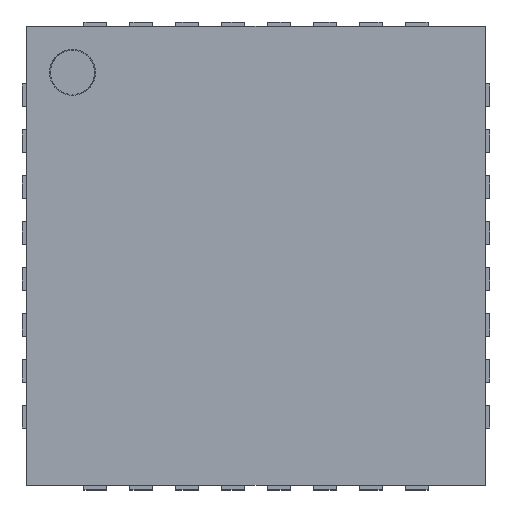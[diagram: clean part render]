
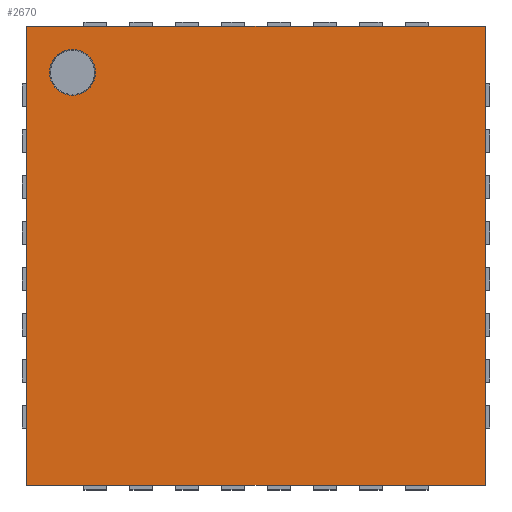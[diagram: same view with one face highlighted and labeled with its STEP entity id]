
A CAD part, top view. The second image highlights one B-rep face of the part: STEP entity #2670.
In plain terms, the highlighted planar face has unit normal (0, 0, 1).
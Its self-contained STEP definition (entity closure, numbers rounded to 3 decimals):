
#301 = AXIS2_PLACEMENT_3D ( 'NONE', #9815, #3626, #9686 ) ;
#476 = EDGE_CURVE ( 'NONE', #7935, #6870, #6138, .T. ) ;
#567 = EDGE_CURVE ( 'NONE', #3587, #9506, #4101, .T. ) ;
#691 = DIRECTION ( 'NONE',  ( -1., 0., 0. ) ) ;
#1139 = CARTESIAN_POINT ( 'NONE',  ( 2.5, 2.5, 0.85 ) ) ;
#1152 = CARTESIAN_POINT ( 'NONE',  ( -2.25, 2., 0.85 ) ) ;
#1458 = ORIENTED_EDGE ( 'NONE', *, *, #12396, .T. ) ;
#1635 = PLANE ( 'NONE',  #5849 ) ;
#1761 = CARTESIAN_POINT ( 'NONE',  ( 0., 0., 0.85 ) ) ;
#1994 = EDGE_CURVE ( 'NONE', #6870, #4666, #8770, .T. ) ;
#2669 = CARTESIAN_POINT ( 'NONE',  ( -2.5, -2.5, 0.85 ) ) ;
#2670 = ADVANCED_FACE ( 'NONE', ( #2672, #3714 ), #1635, .F. ) ;
#2672 = FACE_BOUND ( 'NONE', #10109, .T. ) ;
#2887 = VECTOR ( 'NONE', #3524, 1000. ) ;
#3028 = CARTESIAN_POINT ( 'NONE',  ( -2.5, 2.5, 0.85 ) ) ;
#3524 = DIRECTION ( 'NONE',  ( 0., -1., 0. ) ) ;
#3587 = VERTEX_POINT ( 'NONE', #1152 ) ;
#3626 = DIRECTION ( 'NONE',  ( 0., 0., 1. ) ) ;
#3714 = FACE_OUTER_BOUND ( 'NONE', #10940, .T. ) ;
#4101 = CIRCLE ( 'NONE', #301, 0.25 ) ;
#4663 = DIRECTION ( 'NONE',  ( 1., 0., 0. ) ) ;
#4666 = VERTEX_POINT ( 'NONE', #1139 ) ;
#4704 = LINE ( 'NONE', #2669, #2887 ) ;
#4723 = VECTOR ( 'NONE', #7075, 1000. ) ;
#4814 = ORIENTED_EDGE ( 'NONE', *, *, #9153, .T. ) ;
#5282 = CIRCLE ( 'NONE', #8702, 0.25 ) ;
#5849 = AXIS2_PLACEMENT_3D ( 'NONE', #1761, #7834, #691 ) ;
#6138 = LINE ( 'NONE', #9213, #4723 ) ;
#6870 = VERTEX_POINT ( 'NONE', #11357 ) ;
#7075 = DIRECTION ( 'NONE',  ( 1., 0., 0. ) ) ;
#7086 = ORIENTED_EDGE ( 'NONE', *, *, #567, .F. ) ;
#7767 = DIRECTION ( 'NONE',  ( 0., 1., 0. ) ) ;
#7784 = DIRECTION ( 'NONE',  ( 0., 0., 1. ) ) ;
#7834 = DIRECTION ( 'NONE',  ( 0., 0., -1. ) ) ;
#7935 = VERTEX_POINT ( 'NONE', #11964 ) ;
#7979 = EDGE_CURVE ( 'NONE', #9506, #3587, #5282, .T. ) ;
#8085 = LINE ( 'NONE', #11398, #12563 ) ;
#8702 = AXIS2_PLACEMENT_3D ( 'NONE', #9859, #7784, #4663 ) ;
#8770 = LINE ( 'NONE', #10929, #11595 ) ;
#9153 = EDGE_CURVE ( 'NONE', #4666, #10826, #8085, .T. ) ;
#9213 = CARTESIAN_POINT ( 'NONE',  ( -2.5, -2.5, 0.85 ) ) ;
#9292 = DIRECTION ( 'NONE',  ( -1., 0., 0. ) ) ;
#9506 = VERTEX_POINT ( 'NONE', #11590 ) ;
#9686 = DIRECTION ( 'NONE',  ( 1., 0., 0. ) ) ;
#9815 = CARTESIAN_POINT ( 'NONE',  ( -2., 2., 0.85 ) ) ;
#9859 = CARTESIAN_POINT ( 'NONE',  ( -2., 2., 0.85 ) ) ;
#10070 = ORIENTED_EDGE ( 'NONE', *, *, #1994, .T. ) ;
#10109 = EDGE_LOOP ( 'NONE', ( #10463, #7086 ) ) ;
#10463 = ORIENTED_EDGE ( 'NONE', *, *, #7979, .F. ) ;
#10826 = VERTEX_POINT ( 'NONE', #3028 ) ;
#10929 = CARTESIAN_POINT ( 'NONE',  ( 2.5, -2.5, 0.85 ) ) ;
#10940 = EDGE_LOOP ( 'NONE', ( #10070, #4814, #1458, #11531 ) ) ;
#11357 = CARTESIAN_POINT ( 'NONE',  ( 2.5, -2.5, 0.85 ) ) ;
#11398 = CARTESIAN_POINT ( 'NONE',  ( -2.5, 2.5, 0.85 ) ) ;
#11531 = ORIENTED_EDGE ( 'NONE', *, *, #476, .T. ) ;
#11590 = CARTESIAN_POINT ( 'NONE',  ( -1.75, 2., 0.85 ) ) ;
#11595 = VECTOR ( 'NONE', #7767, 1000. ) ;
#11964 = CARTESIAN_POINT ( 'NONE',  ( -2.5, -2.5, 0.85 ) ) ;
#12396 = EDGE_CURVE ( 'NONE', #10826, #7935, #4704, .T. ) ;
#12563 = VECTOR ( 'NONE', #9292, 1000. ) ;
